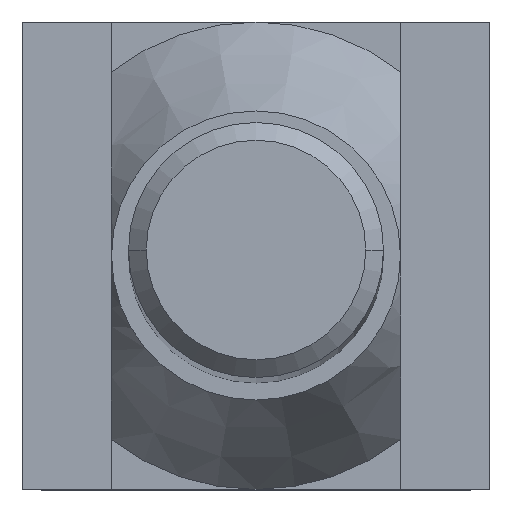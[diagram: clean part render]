
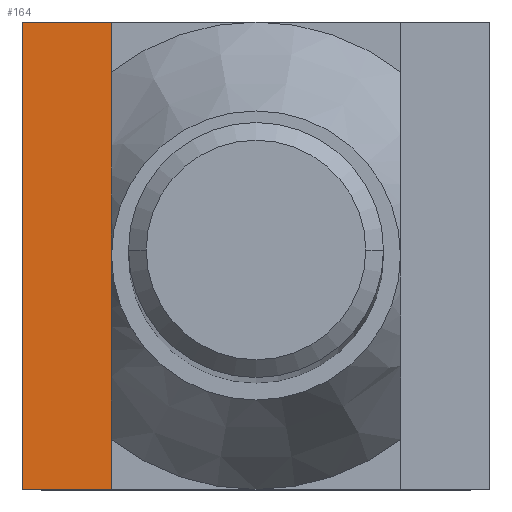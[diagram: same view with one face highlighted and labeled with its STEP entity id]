
A CAD part, top view. The second image highlights one B-rep face of the part: STEP entity #164.
In plain terms, the highlighted planar face has unit normal (0, 0, 1).
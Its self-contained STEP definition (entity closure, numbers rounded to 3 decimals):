
#140=EDGE_CURVE('',#182,#256,#380,.T.);
#164=ADVANCED_FACE('',(#406),#407,.T.);
#182=VERTEX_POINT('',#426);
#256=VERTEX_POINT('',#510);
#312=EDGE_CURVE('',#182,#326,#573,.T.);
#314=EDGE_CURVE('',#342,#326,#575,.T.);
#326=VERTEX_POINT('',#588);
#330=EDGE_CURVE('',#256,#342,#592,.T.);
#342=VERTEX_POINT('',#605);
#380=LINE('',#637,#638);
#406=FACE_OUTER_BOUND('',#675,.T.);
#407=PLANE('',#676);
#426=CARTESIAN_POINT('',(-6.8,11.0,0.0));
#510=CARTESIAN_POINT('',(-11.0,11.0,0.0));
#573=LINE('',#935,#936);
#575=LINE('',#939,#940);
#588=CARTESIAN_POINT('',(-6.8,-11.0,0.0));
#592=LINE('',#960,#961);
#605=CARTESIAN_POINT('',(-11.0,-11.0,0.0));
#637=CARTESIAN_POINT('',(-6.8,11.0,0.0));
#638=VECTOR('',#1011,1.0);
#675=EDGE_LOOP('',(#1039,#1040,#1041,#1042));
#676=AXIS2_PLACEMENT_3D('',#1043,#1044,#1045);
#935=CARTESIAN_POINT('',(-6.8,0.,0.0));
#936=VECTOR('',#1241,1.0);
#939=CARTESIAN_POINT('',(-6.8,-11.0,0.0));
#940=VECTOR('',#1242,1.0);
#960=CARTESIAN_POINT('',(-11.0,0.,0.0));
#961=VECTOR('',#1252,1.0);
#1011=DIRECTION('',(-1.0,0.0,0.0));
#1039=ORIENTED_EDGE('',*,*,#314,.T.);
#1040=ORIENTED_EDGE('',*,*,#312,.F.);
#1041=ORIENTED_EDGE('',*,*,#140,.T.);
#1042=ORIENTED_EDGE('',*,*,#330,.T.);
#1043=CARTESIAN_POINT('',(-11.0,0.,0.0));
#1044=DIRECTION('',(0.0,0.,1.0));
#1045=DIRECTION('',(0.0,-1.0,0.));
#1241=DIRECTION('',(0.0,-1.0,0.));
#1242=DIRECTION('',(1.0,0.0,0.0));
#1252=DIRECTION('',(0.0,-1.0,0.));
